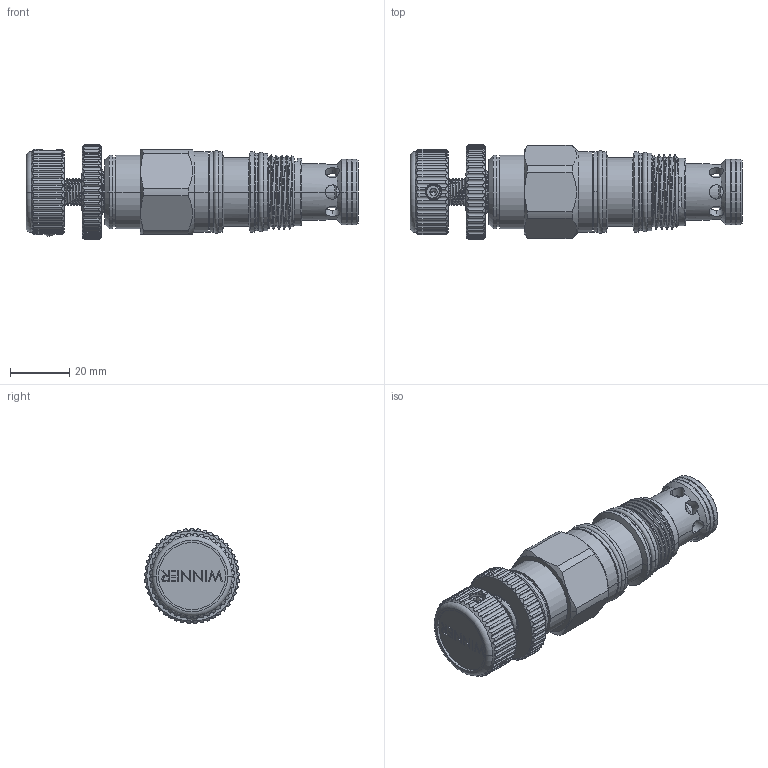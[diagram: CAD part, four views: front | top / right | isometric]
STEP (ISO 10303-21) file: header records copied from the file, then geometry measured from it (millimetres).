
FILE_DESCRIPTION (( 'STEP AP203' ), '1' );
FILE_NAME ('SP2A3G-K.STEP', '2020-03-27T02:31:57', ( '' ), ( '' ), 'SwSTEP 2.0', 'SolidWorks 2018', '' );
FILE_SCHEMA (( 'CONFIG_CONTROL_DESIGN' ));
Length unit declared in the file: millimetre
Products named in the file (1): SP2A3G-K
Bounding box: 112.53 x 32.2 x 32.18 mm (x, y, z)
Volume: 53869.7 mm3; surface area: 19868.8 mm2
Topology: 8 solids, 8 shells, 1363 faces, 3921 edges, 2514 vertices
Faces by surface type: cylinder 853, plane 229, cone 123, torus 86, bspline 64, sphere 8
Entity records: 99695 total; most frequent: CARTESIAN_POINT 66462, ORIENTED_EDGE 7788, DIRECTION 5552, EDGE_CURVE 3894, VERTEX_POINT 2511, AXIS2_PLACEMENT_3D 2107, EDGE_LOOP 1775, B_SPLINE_CURVE_WITH_KNOTS 1568
